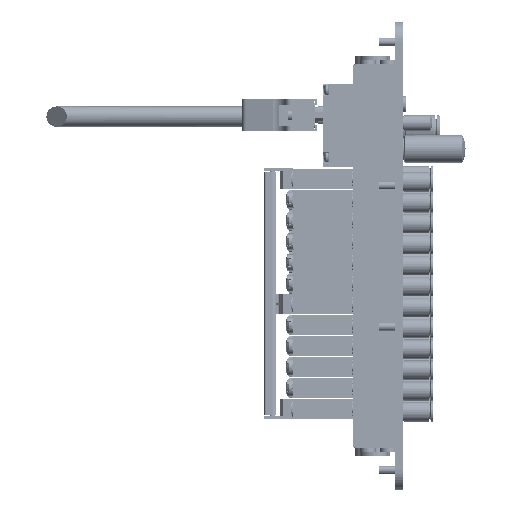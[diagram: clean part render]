
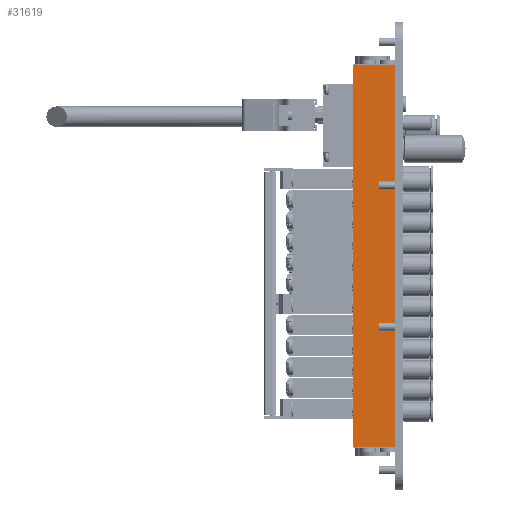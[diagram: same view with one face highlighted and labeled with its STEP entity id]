
A CAD part, left-side view. The second image highlights one B-rep face of the part: STEP entity #31619.
In plain terms, the highlighted face is planar.
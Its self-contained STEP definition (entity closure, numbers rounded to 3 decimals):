
#5229=FACE_OUTER_BOUND('',#7674,.T.);
#7674=EDGE_LOOP('',(#24610,#24611,#24612,#24613));
#9578=LINE('',#46685,#11979);
#9789=LINE('',#47243,#12190);
#10369=LINE('',#50105,#12770);
#10370=LINE('',#50106,#12771);
#11979=VECTOR('',#36970,10.);
#12190=VECTOR('',#37479,10.);
#12770=VECTOR('',#40331,10.);
#12771=VECTOR('',#40332,10.);
#14335=VERTEX_POINT('',#46682);
#14336=VERTEX_POINT('',#46684);
#14531=VERTEX_POINT('',#47236);
#14534=VERTEX_POINT('',#47241);
#17477=EDGE_CURVE('',#14335,#14336,#9578,.T.);
#17751=EDGE_CURVE('',#14531,#14534,#9789,.T.);
#18865=EDGE_CURVE('',#14335,#14531,#10369,.T.);
#18866=EDGE_CURVE('',#14336,#14534,#10370,.T.);
#24610=ORIENTED_EDGE('',*,*,#18865,.T.);
#24611=ORIENTED_EDGE('',*,*,#17751,.T.);
#24612=ORIENTED_EDGE('',*,*,#18866,.F.);
#24613=ORIENTED_EDGE('',*,*,#17477,.F.);
#30157=PLANE('',#34308);
#31619=ADVANCED_FACE('',(#5229),#30157,.T.);
#34308=AXIS2_PLACEMENT_3D('',#50104,#40329,#40330);
#36970=DIRECTION('',(0.,0.,1.));
#37479=DIRECTION('',(0.,0.,1.));
#40329=DIRECTION('center_axis',(1.,0.,0.));
#40330=DIRECTION('ref_axis',(0.,1.,0.));
#40331=DIRECTION('',(0.,1.,0.));
#40332=DIRECTION('',(0.,1.,0.));
#46682=CARTESIAN_POINT('',(91.5,-23.,0.));
#46684=CARTESIAN_POINT('',(91.5,-23.,192.));
#46685=CARTESIAN_POINT('',(91.5,-23.,0.));
#47236=CARTESIAN_POINT('',(91.5,0.,0.));
#47241=CARTESIAN_POINT('',(91.5,0.,192.));
#47243=CARTESIAN_POINT('',(91.5,0.,0.));
#50104=CARTESIAN_POINT('Origin',(91.5,-23.,0.));
#50105=CARTESIAN_POINT('',(91.5,-23.,0.));
#50106=CARTESIAN_POINT('',(91.5,-23.,192.));
